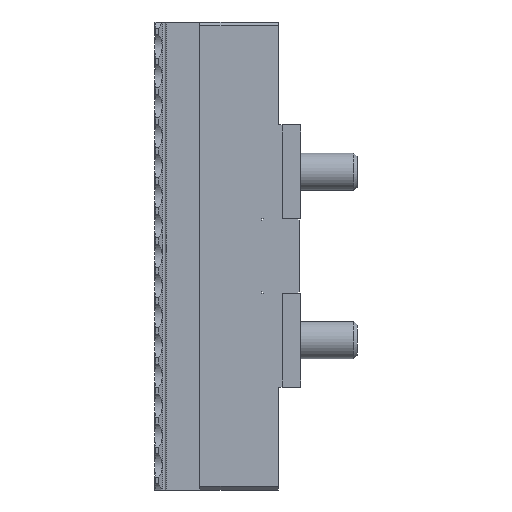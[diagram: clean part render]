
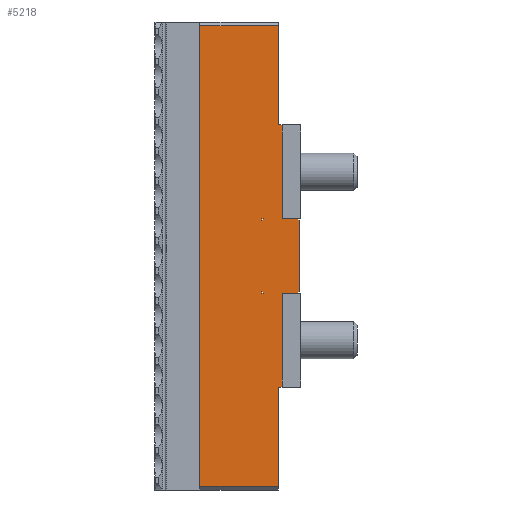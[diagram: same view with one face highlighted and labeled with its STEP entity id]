
A CAD part, left-side view. The second image highlights one B-rep face of the part: STEP entity #5218.
In plain terms, the highlighted planar face has unit normal (-1, 0, 0).
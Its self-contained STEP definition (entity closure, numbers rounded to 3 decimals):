
#176=FACE_BOUND('',#845,.T.);
#177=FACE_BOUND('',#846,.T.);
#314=PLANE('',#5694);
#565=FACE_OUTER_BOUND('',#844,.T.);
#844=EDGE_LOOP('',(#4385,#4386,#4387,#4388,#4389,#4390,#4391,#4392,#4393,
#4394,#4395,#4396,#4397,#4398));
#845=EDGE_LOOP('',(#4399,#4400,#4401));
#846=EDGE_LOOP('',(#4402,#4403,#4404));
#1010=LINE('',#7573,#1510);
#1025=LINE('',#7603,#1525);
#1029=LINE('',#7611,#1529);
#1034=LINE('',#7628,#1534);
#1038=LINE('',#7635,#1538);
#1040=LINE('',#7640,#1540);
#1042=LINE('',#7644,#1542);
#1046=LINE('',#7652,#1546);
#1050=LINE('',#7658,#1550);
#1053=LINE('',#7663,#1553);
#1054=LINE('',#7664,#1554);
#1327=LINE('',#8483,#1827);
#1335=LINE('',#8498,#1835);
#1338=LINE('',#8504,#1838);
#1347=LINE('',#8521,#1847);
#1352=LINE('',#8530,#1852);
#1355=LINE('',#8536,#1855);
#1357=LINE('',#8539,#1857);
#1359=LINE('',#8546,#1859);
#1360=LINE('',#8547,#1860);
#1510=VECTOR('',#6077,10.);
#1525=VECTOR('',#6094,10.);
#1529=VECTOR('',#6100,10.);
#1534=VECTOR('',#6117,10.);
#1538=VECTOR('',#6123,10.);
#1540=VECTOR('',#6127,10.);
#1542=VECTOR('',#6131,10.);
#1546=VECTOR('',#6137,10.);
#1550=VECTOR('',#6143,10.);
#1553=VECTOR('',#6150,10.);
#1554=VECTOR('',#6151,10.);
#1827=VECTOR('',#6910,10.);
#1835=VECTOR('',#6920,10.);
#1838=VECTOR('',#6925,10.);
#1847=VECTOR('',#6936,10.);
#1852=VECTOR('',#6947,10.);
#1855=VECTOR('',#6954,10.);
#1857=VECTOR('',#6958,10.);
#1859=VECTOR('',#6966,10.);
#1860=VECTOR('',#6967,10.);
#2134=VERTEX_POINT('',#7570);
#2135=VERTEX_POINT('',#7572);
#2148=VERTEX_POINT('',#7600);
#2149=VERTEX_POINT('',#7602);
#2151=VERTEX_POINT('',#7608);
#2152=VERTEX_POINT('',#7610);
#2158=VERTEX_POINT('',#7627);
#2160=VERTEX_POINT('',#7633);
#2162=VERTEX_POINT('',#7639);
#2163=VERTEX_POINT('',#7643);
#2166=VERTEX_POINT('',#7651);
#2167=VERTEX_POINT('',#7655);
#2468=VERTEX_POINT('',#8479);
#2470=VERTEX_POINT('',#8482);
#2476=VERTEX_POINT('',#8497);
#2477=VERTEX_POINT('',#8501);
#2478=VERTEX_POINT('',#8503);
#2481=VERTEX_POINT('',#8510);
#2486=VERTEX_POINT('',#8528);
#2487=VERTEX_POINT('',#8535);
#2666=EDGE_CURVE('',#2135,#2134,#1010,.T.);
#2681=EDGE_CURVE('',#2149,#2148,#1025,.T.);
#2685=EDGE_CURVE('',#2152,#2151,#1029,.T.);
#2693=EDGE_CURVE('',#2135,#2158,#1034,.T.);
#2697=EDGE_CURVE('',#2160,#2148,#1038,.T.);
#2699=EDGE_CURVE('',#2152,#2162,#1040,.T.);
#2701=EDGE_CURVE('',#2163,#2162,#1042,.T.);
#2705=EDGE_CURVE('',#2163,#2166,#1046,.T.);
#2709=EDGE_CURVE('',#2167,#2166,#1050,.T.);
#2712=EDGE_CURVE('',#2160,#2149,#1053,.T.);
#2713=EDGE_CURVE('',#2134,#2158,#1054,.T.);
#3122=EDGE_CURVE('',#2470,#2468,#1327,.T.);
#3130=EDGE_CURVE('',#2476,#2470,#1335,.T.);
#3133=EDGE_CURVE('',#2478,#2477,#1338,.T.);
#3142=EDGE_CURVE('',#2481,#2478,#1347,.T.);
#3147=EDGE_CURVE('',#2486,#2477,#1352,.T.);
#3150=EDGE_CURVE('',#2476,#2487,#1355,.T.);
#3152=EDGE_CURVE('',#2486,#2487,#1357,.T.);
#3156=EDGE_CURVE('',#2151,#2481,#1359,.T.);
#3157=EDGE_CURVE('',#2468,#2167,#1360,.T.);
#4385=ORIENTED_EDGE('',*,*,#2709,.T.);
#4386=ORIENTED_EDGE('',*,*,#2705,.F.);
#4387=ORIENTED_EDGE('',*,*,#2701,.T.);
#4388=ORIENTED_EDGE('',*,*,#2699,.F.);
#4389=ORIENTED_EDGE('',*,*,#2685,.T.);
#4390=ORIENTED_EDGE('',*,*,#3156,.T.);
#4391=ORIENTED_EDGE('',*,*,#3142,.T.);
#4392=ORIENTED_EDGE('',*,*,#3133,.T.);
#4393=ORIENTED_EDGE('',*,*,#3147,.F.);
#4394=ORIENTED_EDGE('',*,*,#3152,.T.);
#4395=ORIENTED_EDGE('',*,*,#3150,.F.);
#4396=ORIENTED_EDGE('',*,*,#3130,.T.);
#4397=ORIENTED_EDGE('',*,*,#3122,.T.);
#4398=ORIENTED_EDGE('',*,*,#3157,.T.);
#4399=ORIENTED_EDGE('',*,*,#2666,.T.);
#4400=ORIENTED_EDGE('',*,*,#2713,.T.);
#4401=ORIENTED_EDGE('',*,*,#2693,.F.);
#4402=ORIENTED_EDGE('',*,*,#2712,.T.);
#4403=ORIENTED_EDGE('',*,*,#2681,.T.);
#4404=ORIENTED_EDGE('',*,*,#2697,.F.);
#5218=ADVANCED_FACE('',(#565,#176,#177),#314,.T.);
#5694=AXIS2_PLACEMENT_3D('',#8545,#6964,#6965);
#6077=DIRECTION('',(0.,1.,0.));
#6094=DIRECTION('',(0.,-1.,0.));
#6100=DIRECTION('',(0.,1.,0.));
#6117=DIRECTION('',(0.,0.707,0.707));
#6123=DIRECTION('',(0.,-0.707,0.707));
#6127=DIRECTION('',(0.,-0.707,-0.707));
#6131=DIRECTION('',(0.,0.,1.));
#6137=DIRECTION('',(0.,0.707,-0.707));
#6143=DIRECTION('',(0.,-1.,0.));
#6150=DIRECTION('',(0.,0.,1.));
#6151=DIRECTION('',(0.,0.,1.));
#6910=DIRECTION('',(0.,-1.,0.));
#6920=DIRECTION('',(0.,0.,1.));
#6925=DIRECTION('',(0.,0.,1.));
#6936=DIRECTION('',(0.,1.,0.));
#6947=DIRECTION('',(0.,-1.,0.));
#6954=DIRECTION('',(0.,1.,0.));
#6958=DIRECTION('',(0.,0.,-1.));
#6964=DIRECTION('center_axis',(-1.,0.,0.));
#6965=DIRECTION('ref_axis',(0.,0.,1.));
#6966=DIRECTION('',(0.,0.,1.));
#6967=DIRECTION('',(0.,0.,1.));
#7570=CARTESIAN_POINT('',(0.,5.5,-10.));
#7572=CARTESIAN_POINT('',(0.,5.,-10.));
#7573=CARTESIAN_POINT('',(0.,-2.5,-10.));
#7600=CARTESIAN_POINT('',(0.,5.,10.));
#7602=CARTESIAN_POINT('',(0.,5.5,10.));
#7603=CARTESIAN_POINT('',(0.,2.75,10.));
#7608=CARTESIAN_POINT('',(0.,0.,10.));
#7610=CARTESIAN_POINT('',(0.,-4.,10.));
#7611=CARTESIAN_POINT('',(0.,-4.5,10.));
#7627=CARTESIAN_POINT('',(0.,5.5,-9.5));
#7628=CARTESIAN_POINT('',(0.,6.5,-8.5));
#7633=CARTESIAN_POINT('',(0.,5.5,9.5));
#7635=CARTESIAN_POINT('',(0.,6.5,8.5));
#7639=CARTESIAN_POINT('',(0.,-4.5,9.5));
#7640=CARTESIAN_POINT('',(0.,-5.5,8.5));
#7643=CARTESIAN_POINT('',(0.,-4.5,-9.5));
#7644=CARTESIAN_POINT('',(0.,-4.5,-10.));
#7651=CARTESIAN_POINT('',(0.,-4.,-10.));
#7652=CARTESIAN_POINT('',(0.,-5.5,-8.5));
#7655=CARTESIAN_POINT('',(0.,0.,-10.));
#7658=CARTESIAN_POINT('',(0.,5.5,-10.));
#7663=CARTESIAN_POINT('',(0.,5.5,-5.));
#7664=CARTESIAN_POINT('',(0.,5.5,-5.));
#8479=CARTESIAN_POINT('',(0.,0.,-35.));
#8482=CARTESIAN_POINT('',(0.,1.,-35.));
#8483=CARTESIAN_POINT('',(0.,-8.06,-35.));
#8497=CARTESIAN_POINT('',(0.,1.,-61.5));
#8498=CARTESIAN_POINT('',(0.,1.,-17.5));
#8501=CARTESIAN_POINT('',(0.,1.,61.5));
#8503=CARTESIAN_POINT('',(0.,1.,35.));
#8504=CARTESIAN_POINT('',(0.,1.,52.976));
#8510=CARTESIAN_POINT('',(0.,0.,35.));
#8521=CARTESIAN_POINT('',(0.,0.5,35.));
#8528=CARTESIAN_POINT('',(0.,22.,61.5));
#8530=CARTESIAN_POINT('',(0.,6.578,61.5));
#8535=CARTESIAN_POINT('',(0.,22.,-61.5));
#8536=CARTESIAN_POINT('',(0.,6.578,-61.5));
#8539=CARTESIAN_POINT('',(0.,22.,0.));
#8545=CARTESIAN_POINT('Origin',(0.,0.,0.));
#8546=CARTESIAN_POINT('',(0.,0.,0.));
#8547=CARTESIAN_POINT('',(0.,0.,0.));
